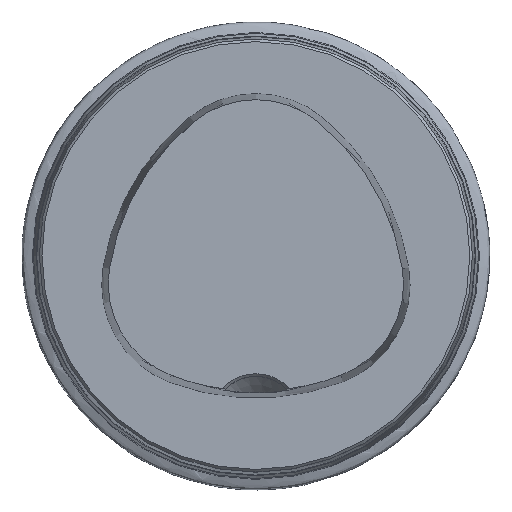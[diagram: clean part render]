
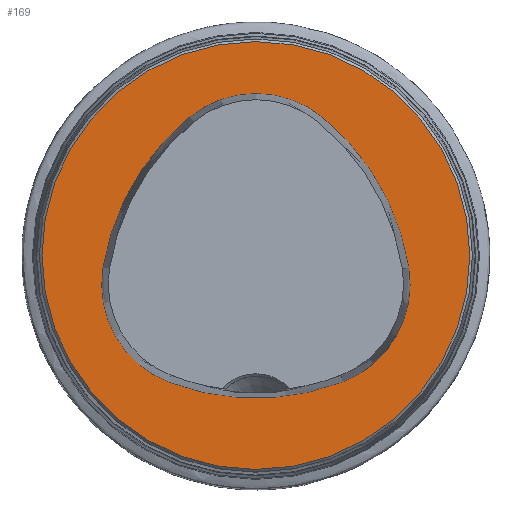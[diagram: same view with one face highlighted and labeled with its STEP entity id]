
A CAD part, top view. The second image highlights one B-rep face of the part: STEP entity #169.
In plain terms, the highlighted planar face has unit normal (0, 0, 1).
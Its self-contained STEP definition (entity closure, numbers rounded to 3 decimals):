
#145=PLANE('',#681);
#169=ADVANCED_FACE('CU_FL_N1_SU_1',(#238,#239),#145,.T.);
#238=FACE_BOUND('',#287,.T.);
#239=FACE_BOUND('',#288,.T.);
#287=EDGE_LOOP('',(#353,#354,#355,#356,#357,#358));
#288=EDGE_LOOP('',(#359));
#353=ORIENTED_EDGE('',*,*,#475,.F.);
#354=ORIENTED_EDGE('',*,*,#476,.F.);
#355=ORIENTED_EDGE('',*,*,#477,.F.);
#356=ORIENTED_EDGE('',*,*,#478,.F.);
#357=ORIENTED_EDGE('',*,*,#472,.F.);
#358=ORIENTED_EDGE('',*,*,#479,.F.);
#359=ORIENTED_EDGE('',*,*,#480,.T.);
#430=VERTEX_POINT('',#1024);
#431=VERTEX_POINT('',#1026);
#433=VERTEX_POINT('',#1032);
#434=VERTEX_POINT('',#1033);
#435=VERTEX_POINT('',#1035);
#436=VERTEX_POINT('',#1037);
#437=VERTEX_POINT('',#1041);
#472=EDGE_CURVE('',#430,#431,#516,.T.);
#475=EDGE_CURVE('',#433,#434,#518,.T.);
#476=EDGE_CURVE('',#435,#433,#519,.T.);
#477=EDGE_CURVE('',#436,#435,#520,.T.);
#478=EDGE_CURVE('',#431,#436,#521,.T.);
#479=EDGE_CURVE('',#434,#430,#522,.T.);
#480=EDGE_CURVE('',#437,#437,#523,.T.);
#516=CIRCLE('',#672,28.075);
#518=CIRCLE('',#675,28.075);
#519=CIRCLE('',#676,12.075);
#520=CIRCLE('',#677,28.075);
#521=CIRCLE('',#678,12.075);
#522=CIRCLE('',#679,12.075);
#523=CIRCLE('',#680,24.7);
#672=AXIS2_PLACEMENT_3D('',#1025,#809,#810);
#675=AXIS2_PLACEMENT_3D('',#1031,#816,#817);
#676=AXIS2_PLACEMENT_3D('',#1034,#818,#819);
#677=AXIS2_PLACEMENT_3D('',#1036,#820,#821);
#678=AXIS2_PLACEMENT_3D('',#1038,#822,#823);
#679=AXIS2_PLACEMENT_3D('',#1039,#824,#825);
#680=AXIS2_PLACEMENT_3D('',#1040,#826,#827);
#681=AXIS2_PLACEMENT_3D('',#1042,#828,#829);
#809=DIRECTION('',(0.,0.,1.));
#810=DIRECTION('',(1.,0.,0.));
#816=DIRECTION('',(0.,0.,1.));
#817=DIRECTION('',(1.,0.,0.));
#818=DIRECTION('',(0.,0.,1.));
#819=DIRECTION('',(1.,0.,0.));
#820=DIRECTION('',(0.,0.,1.));
#821=DIRECTION('',(1.,0.,0.));
#822=DIRECTION('',(0.,0.,1.));
#823=DIRECTION('',(1.,0.,0.));
#824=DIRECTION('',(0.,0.,1.));
#825=DIRECTION('',(1.,0.,0.));
#826=DIRECTION('',(0.,0.,1.));
#827=DIRECTION('',(1.,0.,0.));
#828=DIRECTION('',(0.,0.,1.));
#829=DIRECTION('',(1.,0.,0.));
#1024=CARTESIAN_POINT('',(-10.05,-14.595,0.));
#1025=CARTESIAN_POINT('',(0.,11.62,0.));
#1026=CARTESIAN_POINT('',(10.05,-14.595,0.));
#1031=CARTESIAN_POINT('',(10.078,-5.807,0.));
#1032=CARTESIAN_POINT('',(-7.606,15.999,0.));
#1033=CARTESIAN_POINT('',(-17.656,-1.443,0.));
#1034=CARTESIAN_POINT('',(0.,6.62,0.));
#1035=CARTESIAN_POINT('',(7.606,15.999,0.));
#1036=CARTESIAN_POINT('',(-10.078,-5.807,0.));
#1037=CARTESIAN_POINT('',(17.656,-1.443,0.));
#1038=CARTESIAN_POINT('',(5.727,-3.32,0.));
#1039=CARTESIAN_POINT('',(-5.727,-3.32,0.));
#1040=CARTESIAN_POINT('',(0.,0.,0.));
#1041=CARTESIAN_POINT('',(24.7,0.,0.));
#1042=CARTESIAN_POINT('',(0.,0.,0.));
